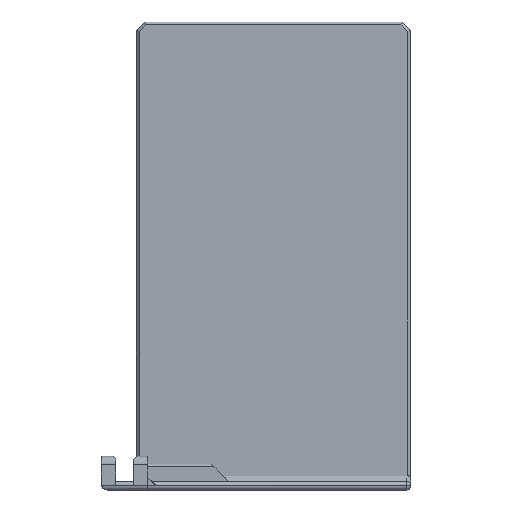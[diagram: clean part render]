
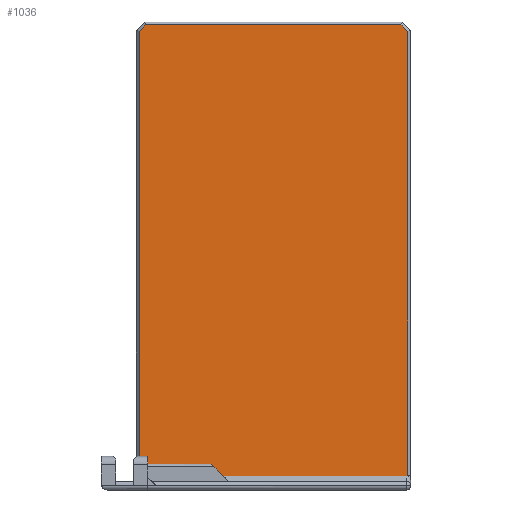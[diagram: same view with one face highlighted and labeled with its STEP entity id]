
A CAD part, top view. The second image highlights one B-rep face of the part: STEP entity #1036.
In plain terms, the highlighted planar face has unit normal (0, 0, 1).
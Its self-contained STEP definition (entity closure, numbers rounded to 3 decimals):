
#39=ELLIPSE('',#1090,1.98,1.4);
#126=FACE_OUTER_BOUND('',#188,.T.);
#188=EDGE_LOOP('',(#932,#933,#934,#935,#936,#937,#938));
#210=LINE('',#1483,#323);
#212=LINE('',#1487,#325);
#215=LINE('',#1493,#328);
#219=LINE('',#1501,#332);
#221=LINE('',#1505,#334);
#254=LINE('',#1598,#367);
#323=VECTOR('',#1184,10.);
#325=VECTOR('',#1188,10.);
#328=VECTOR('',#1193,10.);
#332=VECTOR('',#1199,10.);
#334=VECTOR('',#1203,10.);
#367=VECTOR('',#1288,10.);
#433=VERTEX_POINT('',#1480);
#434=VERTEX_POINT('',#1482);
#435=VERTEX_POINT('',#1486);
#437=VERTEX_POINT('',#1492);
#440=VERTEX_POINT('',#1500);
#441=VERTEX_POINT('',#1504);
#466=VERTEX_POINT('',#1594);
#528=EDGE_CURVE('',#433,#434,#210,.T.);
#530=EDGE_CURVE('',#434,#435,#212,.T.);
#533=EDGE_CURVE('',#435,#437,#215,.T.);
#537=EDGE_CURVE('',#437,#440,#219,.T.);
#539=EDGE_CURVE('',#440,#441,#221,.T.);
#581=EDGE_CURVE('',#441,#466,#39,.F.);
#583=EDGE_CURVE('',#466,#433,#254,.T.);
#932=ORIENTED_EDGE('',*,*,#528,.F.);
#933=ORIENTED_EDGE('',*,*,#583,.F.);
#934=ORIENTED_EDGE('',*,*,#581,.F.);
#935=ORIENTED_EDGE('',*,*,#539,.F.);
#936=ORIENTED_EDGE('',*,*,#537,.F.);
#937=ORIENTED_EDGE('',*,*,#533,.F.);
#938=ORIENTED_EDGE('',*,*,#530,.F.);
#978=PLANE('',#1138);
#1036=ADVANCED_FACE('',(#126),#978,.T.);
#1090=AXIS2_PLACEMENT_3D('',#1595,#1283,#1284);
#1138=AXIS2_PLACEMENT_3D('',#1739,#1428,#1429);
#1184=DIRECTION('',(0.,1.,0.));
#1188=DIRECTION('',(0.707,0.707,0.));
#1193=DIRECTION('',(1.,0.,0.));
#1199=DIRECTION('',(0.707,-0.707,0.));
#1203=DIRECTION('',(0.,-1.,0.));
#1283=DIRECTION('center_axis',(0.,0.,-1.));
#1284=DIRECTION('ref_axis',(0.,1.,0.));
#1288=DIRECTION('',(-1.,0.,0.));
#1428=DIRECTION('center_axis',(0.,0.,1.));
#1429=DIRECTION('ref_axis',(1.,0.,0.));
#1480=CARTESIAN_POINT('',(-50.8,-116.,27.8));
#1482=CARTESIAN_POINT('',(-50.8,43.086,27.8));
#1483=CARTESIAN_POINT('',(-50.8,3.125,27.8));
#1486=CARTESIAN_POINT('',(-48.386,45.5,27.8));
#1487=CARTESIAN_POINT('',(-57.518,36.368,27.8));
#1492=CARTESIAN_POINT('',(42.886,45.5,27.8));
#1493=CARTESIAN_POINT('',(20.275,45.5,27.8));
#1500=CARTESIAN_POINT('',(45.3,43.086,27.8));
#1501=CARTESIAN_POINT('',(53.518,34.868,27.8));
#1504=CARTESIAN_POINT('',(45.3,-116.083,27.8));
#1505=CARTESIAN_POINT('',(45.3,-79.125,27.8));
#1594=CARTESIAN_POINT('',(44.9,-116.,27.8));
#1595=CARTESIAN_POINT('Origin',(44.9,-117.98,27.8));
#1598=CARTESIAN_POINT('',(21.775,-116.,27.8));
#1739=CARTESIAN_POINT('Origin',(-2.75,-37.25,27.8));
